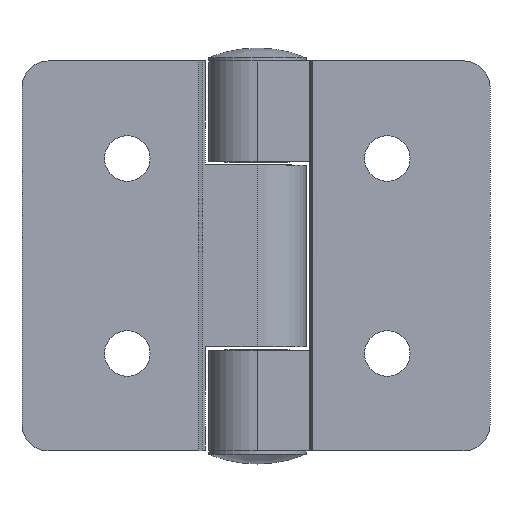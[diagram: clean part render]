
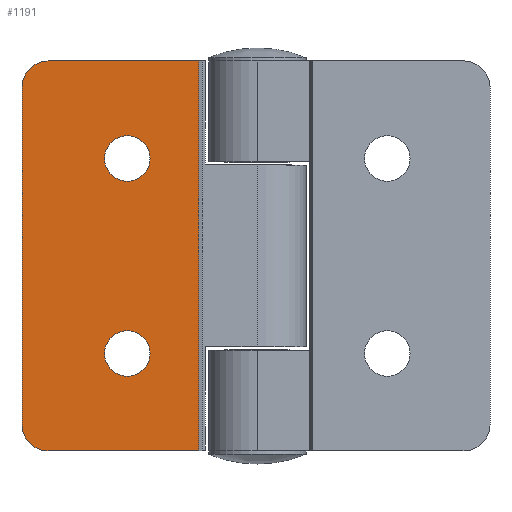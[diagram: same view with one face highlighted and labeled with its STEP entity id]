
A CAD part, front view. The second image highlights one B-rep face of the part: STEP entity #1191.
In plain terms, the highlighted planar face has unit normal (0, -1, 0).
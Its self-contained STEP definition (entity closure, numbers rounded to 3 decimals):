
#163 = VERTEX_POINT ( 'NONE', #2002 ) ;
#164 = VERTEX_POINT ( 'NONE', #2001 ) ;
#169 = VERTEX_POINT ( 'NONE', #1996 ) ;
#177 = VERTEX_POINT ( 'NONE', #1988 ) ;
#178 = VERTEX_POINT ( 'NONE', #1987 ) ;
#180 = VERTEX_POINT ( 'NONE', #1985 ) ;
#181 = VERTEX_POINT ( 'NONE', #1984 ) ;
#182 = VERTEX_POINT ( 'NONE', #1983 ) ;
#193 = VERTEX_POINT ( 'NONE', #1972 ) ;
#204 = VERTEX_POINT ( 'NONE', #1961 ) ;
#240 = LINE ( 'NONE', #1928, #2158 ) ;
#253 = FACE_BOUND ( 'NONE', #2280, .T. ) ;
#254 = FACE_BOUND ( 'NONE', #2281, .T. ) ;
#255 = FACE_OUTER_BOUND ( 'NONE', #2282, .T. ) ;
#289 = LINE ( 'NONE', #1808, #1616 ) ;
#295 = LINE ( 'NONE', #1782, #1631 ) ;
#313 = LINE ( 'NONE', #1260, #1674 ) ;
#715 = EDGE_CURVE ( 'NONE', #180, #178, #2150, .T. ) ;
#718 = EDGE_CURVE ( 'NONE', #178, #181, #240, .T. ) ;
#751 = ORIENTED_EDGE ( 'NONE', *, *, #1355, .T. ) ;
#761 = ORIENTED_EDGE ( 'NONE', *, *, #1315, .F. ) ;
#777 = ORIENTED_EDGE ( 'NONE', *, *, #718, .T. ) ;
#778 = ORIENTED_EDGE ( 'NONE', *, *, #715, .T. ) ;
#788 = ORIENTED_EDGE ( 'NONE', *, *, #1326, .T. ) ;
#964 = ORIENTED_EDGE ( 'NONE', *, *, #1744, .T. ) ;
#965 = ORIENTED_EDGE ( 'NONE', *, *, #1316, .T. ) ;
#966 = ORIENTED_EDGE ( 'NONE', *, *, #1323, .T. ) ;
#970 = ORIENTED_EDGE ( 'NONE', *, *, #1325, .F. ) ;
#971 = ORIENTED_EDGE ( 'NONE', *, *, #1331, .T. ) ;
#1191 = ADVANCED_FACE ( 'NONE', ( #253, #254, #255 ), #1882, .F. ) ;
#1259 = DIRECTION ( 'NONE',  ( 1., 0., 0. ) ) ;
#1260 = CARTESIAN_POINT ( 'NONE',  ( -9., -8.5, -30. ) ) ;
#1315 = EDGE_CURVE ( 'NONE', #182, #204, #289, .T. ) ;
#1316 = EDGE_CURVE ( 'NONE', #177, #169, #1615, .T. ) ;
#1323 = EDGE_CURVE ( 'NONE', #163, #164, #1623, .T. ) ;
#1325 = EDGE_CURVE ( 'NONE', #180, #182, #295, .T. ) ;
#1326 = EDGE_CURVE ( 'NONE', #181, #193, #1629, .T. ) ;
#1331 = EDGE_CURVE ( 'NONE', #164, #163, #1640, .T. ) ;
#1355 = EDGE_CURVE ( 'NONE', #193, #204, #313, .T. ) ;
#1484 = DIRECTION ( 'NONE',  ( 0., 0., 1. ) ) ;
#1485 = DIRECTION ( 'NONE',  ( 0., 1., 0. ) ) ;
#1486 = CARTESIAN_POINT ( 'NONE',  ( -20., -8.5, -15. ) ) ;
#1539 = CIRCLE ( 'NONE', #1544, 3.5 ) ;
#1544 = AXIS2_PLACEMENT_3D ( 'NONE', #1486, #1485, #1484 ) ;
#1615 = CIRCLE ( 'NONE', #1617, 3.5 ) ;
#1616 = VECTOR ( 'NONE', #1807, 1000. ) ;
#1617 = AXIS2_PLACEMENT_3D ( 'NONE', #1805, #1804, #1803 ) ;
#1623 = CIRCLE ( 'NONE', #1628, 3.5 ) ;
#1628 = AXIS2_PLACEMENT_3D ( 'NONE', #1787, #1786, #1785 ) ;
#1629 = CIRCLE ( 'NONE', #1632, 4. ) ;
#1631 = VECTOR ( 'NONE', #1781, 1000. ) ;
#1632 = AXIS2_PLACEMENT_3D ( 'NONE', #1780, #1779, #1778 ) ;
#1640 = CIRCLE ( 'NONE', #1641, 3.5 ) ;
#1641 = AXIS2_PLACEMENT_3D ( 'NONE', #1767, #1766, #1765 ) ;
#1674 = VECTOR ( 'NONE', #1259, 1000. ) ;
#1744 = EDGE_CURVE ( 'NONE', #169, #177, #1539, .T. ) ;
#1765 = DIRECTION ( 'NONE',  ( 0., 0., 1. ) ) ;
#1766 = DIRECTION ( 'NONE',  ( 0., 1., 0. ) ) ;
#1767 = CARTESIAN_POINT ( 'NONE',  ( -20., -8.5, 15. ) ) ;
#1778 = DIRECTION ( 'NONE',  ( -1., 0., 0. ) ) ;
#1779 = DIRECTION ( 'NONE',  ( 0., -1., 0. ) ) ;
#1780 = CARTESIAN_POINT ( 'NONE',  ( -32.2, -8.5, -26. ) ) ;
#1781 = DIRECTION ( 'NONE',  ( 1., 0., 0. ) ) ;
#1782 = CARTESIAN_POINT ( 'NONE',  ( -9., -8.5, 30. ) ) ;
#1785 = DIRECTION ( 'NONE',  ( 0., 0., 1. ) ) ;
#1786 = DIRECTION ( 'NONE',  ( 0., 1., 0. ) ) ;
#1787 = CARTESIAN_POINT ( 'NONE',  ( -20., -8.5, 15. ) ) ;
#1803 = DIRECTION ( 'NONE',  ( 0., 0., 1. ) ) ;
#1804 = DIRECTION ( 'NONE',  ( 0., 1., 0. ) ) ;
#1805 = CARTESIAN_POINT ( 'NONE',  ( -20., -8.5, -15. ) ) ;
#1807 = DIRECTION ( 'NONE',  ( 0., 0., -1. ) ) ;
#1808 = CARTESIAN_POINT ( 'NONE',  ( -9., -8.5, 30. ) ) ;
#1879 = DIRECTION ( 'NONE',  ( -1., 0., 0. ) ) ;
#1880 = DIRECTION ( 'NONE',  ( 0., 1., 0. ) ) ;
#1881 = CARTESIAN_POINT ( 'NONE',  ( -9., -8.5, 30. ) ) ;
#1882 = PLANE ( 'NONE',  #2185 ) ;
#1927 = DIRECTION ( 'NONE',  ( 0., 0., -1. ) ) ;
#1928 = CARTESIAN_POINT ( 'NONE',  ( -36.2, -8.5, 30. ) ) ;
#1934 = DIRECTION ( 'NONE',  ( -1., 0., 0. ) ) ;
#1935 = DIRECTION ( 'NONE',  ( 0., -1., 0. ) ) ;
#1936 = CARTESIAN_POINT ( 'NONE',  ( -32.2, -8.5, 26. ) ) ;
#1961 = CARTESIAN_POINT ( 'NONE',  ( -9., -8.5, -30. ) ) ;
#1972 = CARTESIAN_POINT ( 'NONE',  ( -32.2, -8.5, -30. ) ) ;
#1983 = CARTESIAN_POINT ( 'NONE',  ( -9., -8.5, 30. ) ) ;
#1984 = CARTESIAN_POINT ( 'NONE',  ( -36.2, -8.5, -26. ) ) ;
#1985 = CARTESIAN_POINT ( 'NONE',  ( -32.2, -8.5, 30. ) ) ;
#1987 = CARTESIAN_POINT ( 'NONE',  ( -36.2, -8.5, 26. ) ) ;
#1988 = CARTESIAN_POINT ( 'NONE',  ( -20., -8.5, -11.5 ) ) ;
#1996 = CARTESIAN_POINT ( 'NONE',  ( -20., -8.5, -18.5 ) ) ;
#2001 = CARTESIAN_POINT ( 'NONE',  ( -20., -8.5, 11.5 ) ) ;
#2002 = CARTESIAN_POINT ( 'NONE',  ( -20., -8.5, 18.5 ) ) ;
#2150 = CIRCLE ( 'NONE', #2152, 4. ) ;
#2152 = AXIS2_PLACEMENT_3D ( 'NONE', #1936, #1935, #1934 ) ;
#2158 = VECTOR ( 'NONE', #1927, 1000. ) ;
#2185 = AXIS2_PLACEMENT_3D ( 'NONE', #1881, #1880, #1879 ) ;
#2280 = EDGE_LOOP ( 'NONE', ( #965, #964 ) ) ;
#2281 = EDGE_LOOP ( 'NONE', ( #966, #971 ) ) ;
#2282 = EDGE_LOOP ( 'NONE', ( #970, #778, #777, #788, #751, #761 ) ) ;
